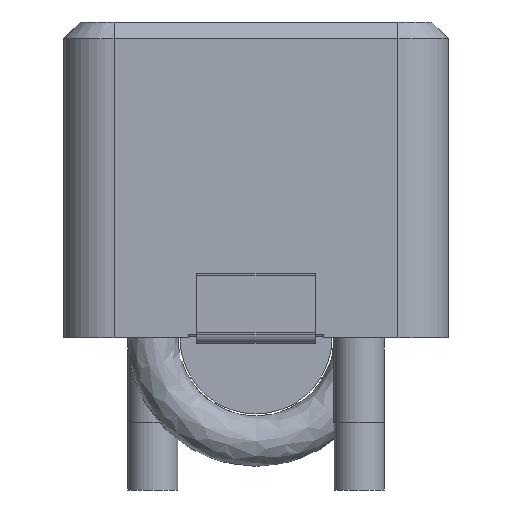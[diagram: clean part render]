
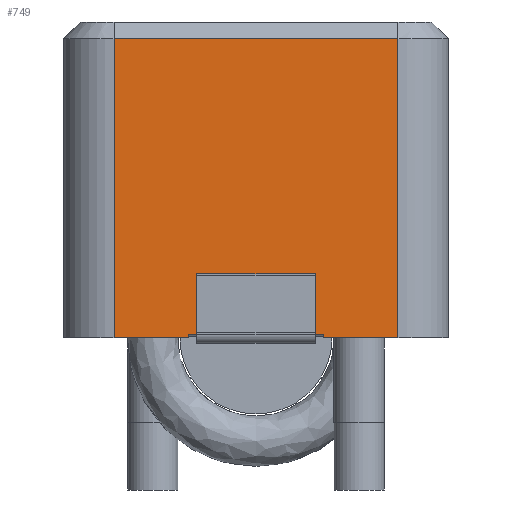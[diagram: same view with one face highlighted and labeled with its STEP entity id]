
A CAD part, left-side view. The second image highlights one B-rep face of the part: STEP entity #749.
In plain terms, the highlighted planar face has unit normal (-1, 0, 0).
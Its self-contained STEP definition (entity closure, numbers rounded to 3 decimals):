
#749 = ADVANCED_FACE( '', ( #1196 ), #1197, .F. );
#1196 = FACE_OUTER_BOUND( '', #1743, .T. );
#1197 = PLANE( '', #1744 );
#1743 = EDGE_LOOP( '', ( #3228, #3229, #3230, #3231, #3232, #3233, #3234, #3235 ) );
#1744 = AXIS2_PLACEMENT_3D( '', #3236, #3237, #3238 );
#3228 = ORIENTED_EDGE( '', *, *, #4710, .T. );
#3229 = ORIENTED_EDGE( '', *, *, #4707, .T. );
#3230 = ORIENTED_EDGE( '', *, *, #4711, .T. );
#3231 = ORIENTED_EDGE( '', *, *, #4712, .T. );
#3232 = ORIENTED_EDGE( '', *, *, #4713, .T. );
#3233 = ORIENTED_EDGE( '', *, *, #4714, .T. );
#3234 = ORIENTED_EDGE( '', *, *, #4676, .T. );
#3235 = ORIENTED_EDGE( '', *, *, #4702, .T. );
#3236 = CARTESIAN_POINT( '', ( -5.7, 5.7, 9.35 ) );
#3237 = DIRECTION( '', ( 1., 0., 0. ) );
#3238 = DIRECTION( '', ( 0., 0., -1. ) );
#4676 = EDGE_CURVE( '', #5580, #5578, #5581, .T. );
#4702 = EDGE_CURVE( '', #5578, #5623, #5625, .T. );
#4707 = EDGE_CURVE( '', #5632, #5633, #5634, .T. );
#4710 = EDGE_CURVE( '', #5623, #5632, #5637, .T. );
#4711 = EDGE_CURVE( '', #5633, #5638, #5639, .T. );
#4712 = EDGE_CURVE( '', #5638, #5640, #5641, .F. );
#4713 = EDGE_CURVE( '', #5640, #5642, #5643, .T. );
#4714 = EDGE_CURVE( '', #5642, #5580, #5644, .T. );
#5578 = VERTEX_POINT( '', #7619 );
#5580 = VERTEX_POINT( '', #7622 );
#5581 = LINE( '', #7623, #7624 );
#5623 = VERTEX_POINT( '', #7681 );
#5625 = LINE( '', #7683, #7684 );
#5632 = VERTEX_POINT( '', #7694 );
#5633 = VERTEX_POINT( '', #7695 );
#5634 = LINE( '', #7696, #7697 );
#5637 = LINE( '', #7701, #7702 );
#5638 = VERTEX_POINT( '', #7703 );
#5639 = LINE( '', #7704, #7705 );
#5640 = VERTEX_POINT( '', #7706 );
#5641 = LINE( '', #7707, #7708 );
#5642 = VERTEX_POINT( '', #7709 );
#5643 = LINE( '', #7710, #7711 );
#5644 = LINE( '', #7712, #7713 );
#7619 = CARTESIAN_POINT( '', ( -5.7, 2., 0. ) );
#7622 = CARTESIAN_POINT( '', ( -5.7, 4.2, 0. ) );
#7623 = CARTESIAN_POINT( '', ( -5.7, 5.7, 0. ) );
#7624 = VECTOR( '', #8606, 1000. );
#7681 = CARTESIAN_POINT( '', ( -5.7, 2., 0.1 ) );
#7683 = CARTESIAN_POINT( '', ( -5.7, 2., 9.35 ) );
#7684 = VECTOR( '', #8652, 1000. );
#7694 = CARTESIAN_POINT( '', ( -5.7, -2., 0.1 ) );
#7695 = CARTESIAN_POINT( '', ( -5.7, -2., 0. ) );
#7696 = CARTESIAN_POINT( '', ( -5.7, -2., 9.35 ) );
#7697 = VECTOR( '', #8659, 1000. );
#7701 = CARTESIAN_POINT( '', ( -5.7, 5.7, 0.1 ) );
#7702 = VECTOR( '', #8664, 1000. );
#7703 = CARTESIAN_POINT( '', ( -5.7, -4.2, 0. ) );
#7704 = CARTESIAN_POINT( '', ( -5.7, 5.7, 0. ) );
#7705 = VECTOR( '', #8665, 1000. );
#7706 = CARTESIAN_POINT( '', ( -5.7, -4.2, 8.85 ) );
#7707 = CARTESIAN_POINT( '', ( -5.7, -4.2, 9.35 ) );
#7708 = VECTOR( '', #8666, 1000. );
#7709 = CARTESIAN_POINT( '', ( -5.7, 4.2, 8.85 ) );
#7710 = CARTESIAN_POINT( '', ( -5.7, 4.2, 8.85 ) );
#7711 = VECTOR( '', #8667, 1000. );
#7712 = CARTESIAN_POINT( '', ( -5.7, 4.2, 9.35 ) );
#7713 = VECTOR( '', #8668, 1000. );
#8606 = DIRECTION( '', ( 0., -1., 0. ) );
#8652 = DIRECTION( '', ( 0., 0., 1. ) );
#8659 = DIRECTION( '', ( 0., 0., -1. ) );
#8664 = DIRECTION( '', ( 0., -1., 0. ) );
#8665 = DIRECTION( '', ( 0., -1., 0. ) );
#8666 = DIRECTION( '', ( 0., 0., -1. ) );
#8667 = DIRECTION( '', ( 0., 1., 0. ) );
#8668 = DIRECTION( '', ( 0., 0., -1. ) );
